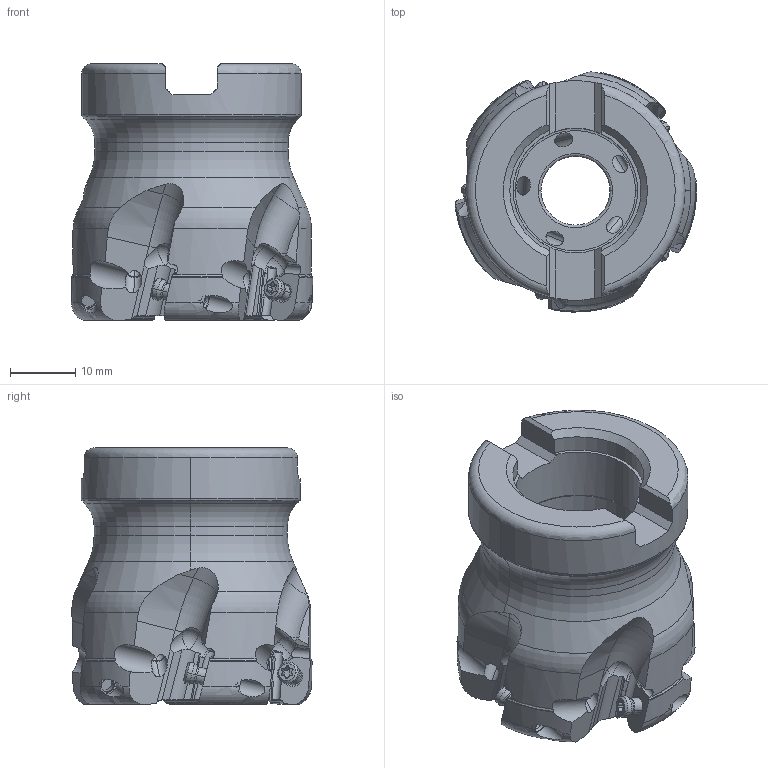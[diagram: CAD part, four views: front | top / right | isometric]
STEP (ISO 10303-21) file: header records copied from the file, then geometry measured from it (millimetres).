
FILE_DESCRIPTION(/* description */ (''),/* implementation_level */ '2;1');
FILE_NAME(/* name */ 'APX3000R1505B.stp',/* time_stamp */ '2021-09-08T11:48:14+09:00',/* author */ (''),/* organization */ (''),/* preprocessor_version */ 'ST-DEVELOPER v16',/* originating_system */ 'SIEMENS PLM Software NX 10.0',/* authorisation */ '');
FILE_SCHEMA (('AUTOMOTIVE_DESIGN { 1 0 10303 214 3 1 1 1 }'));
Length unit declared in the file: millimetre
Products named in the file (1): APX3000R1505B_ASM
Bounding box: 36.88 x 36.72 x 39.23 mm (x, y, z)
Volume: 22155.2 mm3; surface area: 9405.5 mm2
Topology: 6 solids, 6 shells, 516 faces, 1496 edges, 991 vertices
Faces by surface type: cylinder 224, plane 146, cone 67, torus 54, sphere 25
Entity records: 21135 total; most frequent: CARTESIAN_POINT 7618, ORIENTED_EDGE 2952, DIRECTION 2709, EDGE_CURVE 1476, AXIS2_PLACEMENT_3D 1140, VERTEX_POINT 983, EDGE_LOOP 549, ADVANCED_FACE 516
